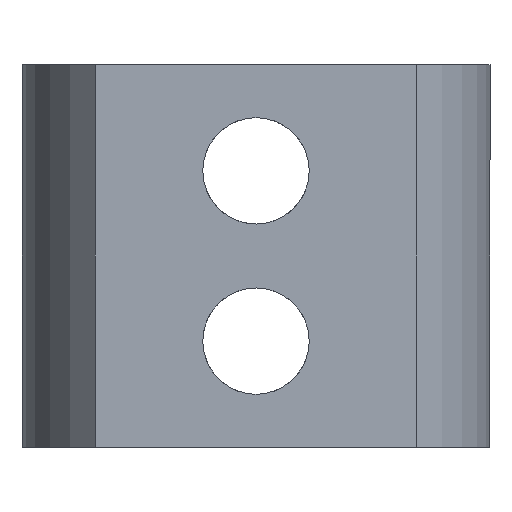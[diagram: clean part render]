
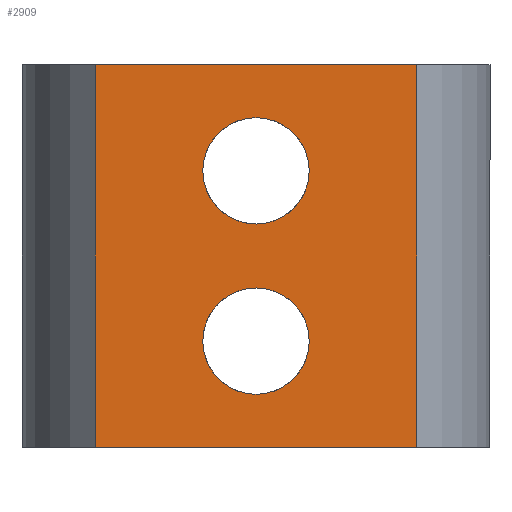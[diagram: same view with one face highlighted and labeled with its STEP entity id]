
A CAD part, left-side view. The second image highlights one B-rep face of the part: STEP entity #2909.
In plain terms, the highlighted planar face has unit normal (-1, 0, 0).
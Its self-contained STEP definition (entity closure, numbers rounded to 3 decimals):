
#73 = PLANE('',#74);
#74 = AXIS2_PLACEMENT_3D('',#75,#76,#77);
#75 = CARTESIAN_POINT('',(9.449,0.,-9.));
#76 = DIRECTION('',(0.,0.,-1.));
#77 = DIRECTION('',(-1.,-0.,0.));
#128 = PLANE('',#129);
#129 = AXIS2_PLACEMENT_3D('',#130,#131,#132);
#130 = CARTESIAN_POINT('',(9.449,0.,0.));
#131 = DIRECTION('',(0.,0.,-1.));
#132 = DIRECTION('',(-1.,-0.,0.));
#1202 = VERTEX_POINT('',#1203);
#1203 = CARTESIAN_POINT('',(-7.5,-3.775,0.));
#1217 = PLANE('',#1218);
#1218 = AXIS2_PLACEMENT_3D('',#1219,#1220,#1221);
#1219 = CARTESIAN_POINT('',(-4.,-3.775,0.));
#1220 = DIRECTION('',(0.,1.,0.));
#1221 = DIRECTION('',(-1.,0.,0.));
#1229 = EDGE_CURVE('',#1202,#1230,#1232,.T.);
#1230 = VERTEX_POINT('',#1231);
#1231 = CARTESIAN_POINT('',(-7.5,3.775,0.));
#1232 = SURFACE_CURVE('',#1233,(#1237,#1244),.PCURVE_S1.);
#1233 = LINE('',#1234,#1235);
#1234 = CARTESIAN_POINT('',(-7.5,-3.775,0.));
#1235 = VECTOR('',#1236,1.);
#1236 = DIRECTION('',(0.,1.,0.));
#1237 = PCURVE('',#128,#1238);
#1238 = DEFINITIONAL_REPRESENTATION('',(#1239),#1243);
#1239 = LINE('',#1240,#1241);
#1240 = CARTESIAN_POINT('',(16.949,-3.775));
#1241 = VECTOR('',#1242,1.);
#1242 = DIRECTION('',(0.,1.));
#1243 = ( GEOMETRIC_REPRESENTATION_CONTEXT(2) 
PARAMETRIC_REPRESENTATION_CONTEXT() REPRESENTATION_CONTEXT('2D SPACE',''
  ) );
#1244 = PCURVE('',#1245,#1250);
#1245 = PLANE('',#1246);
#1246 = AXIS2_PLACEMENT_3D('',#1247,#1248,#1249);
#1247 = CARTESIAN_POINT('',(-7.5,-3.775,0.));
#1248 = DIRECTION('',(1.,0.,0.));
#1249 = DIRECTION('',(0.,1.,0.));
#1250 = DEFINITIONAL_REPRESENTATION('',(#1251),#1255);
#1251 = LINE('',#1252,#1253);
#1252 = CARTESIAN_POINT('',(0.,0.));
#1253 = VECTOR('',#1254,1.);
#1254 = DIRECTION('',(1.,0.));
#1255 = ( GEOMETRIC_REPRESENTATION_CONTEXT(2) 
PARAMETRIC_REPRESENTATION_CONTEXT() REPRESENTATION_CONTEXT('2D SPACE',''
  ) );
#1273 = PLANE('',#1274);
#1274 = AXIS2_PLACEMENT_3D('',#1275,#1276,#1277);
#1275 = CARTESIAN_POINT('',(-7.5,3.775,0.));
#1276 = DIRECTION('',(0.,-1.,0.));
#1277 = DIRECTION('',(1.,0.,0.));
#1498 = VERTEX_POINT('',#1499);
#1499 = CARTESIAN_POINT('',(-7.5,-3.775,-9.));
#1520 = EDGE_CURVE('',#1498,#1521,#1523,.T.);
#1521 = VERTEX_POINT('',#1522);
#1522 = CARTESIAN_POINT('',(-7.5,3.775,-9.));
#1523 = SURFACE_CURVE('',#1524,(#1528,#1535),.PCURVE_S1.);
#1524 = LINE('',#1525,#1526);
#1525 = CARTESIAN_POINT('',(-7.5,-3.775,-9.));
#1526 = VECTOR('',#1527,1.);
#1527 = DIRECTION('',(0.,1.,0.));
#1528 = PCURVE('',#73,#1529);
#1529 = DEFINITIONAL_REPRESENTATION('',(#1530),#1534);
#1530 = LINE('',#1531,#1532);
#1531 = CARTESIAN_POINT('',(16.949,-3.775));
#1532 = VECTOR('',#1533,1.);
#1533 = DIRECTION('',(0.,1.));
#1534 = ( GEOMETRIC_REPRESENTATION_CONTEXT(2) 
PARAMETRIC_REPRESENTATION_CONTEXT() REPRESENTATION_CONTEXT('2D SPACE',''
  ) );
#1535 = PCURVE('',#1245,#1536);
#1536 = DEFINITIONAL_REPRESENTATION('',(#1537),#1541);
#1537 = LINE('',#1538,#1539);
#1538 = CARTESIAN_POINT('',(0.,-9.));
#1539 = VECTOR('',#1540,1.);
#1540 = DIRECTION('',(1.,0.));
#1541 = ( GEOMETRIC_REPRESENTATION_CONTEXT(2) 
PARAMETRIC_REPRESENTATION_CONTEXT() REPRESENTATION_CONTEXT('2D SPACE',''
  ) );
#2886 = EDGE_CURVE('',#1230,#1521,#2887,.T.);
#2887 = SURFACE_CURVE('',#2888,(#2892,#2899),.PCURVE_S1.);
#2888 = LINE('',#2889,#2890);
#2889 = CARTESIAN_POINT('',(-7.5,3.775,0.));
#2890 = VECTOR('',#2891,1.);
#2891 = DIRECTION('',(0.,0.,-1.));
#2892 = PCURVE('',#1273,#2893);
#2893 = DEFINITIONAL_REPRESENTATION('',(#2894),#2898);
#2894 = LINE('',#2895,#2896);
#2895 = CARTESIAN_POINT('',(0.,0.));
#2896 = VECTOR('',#2897,1.);
#2897 = DIRECTION('',(0.,-1.));
#2898 = ( GEOMETRIC_REPRESENTATION_CONTEXT(2) 
PARAMETRIC_REPRESENTATION_CONTEXT() REPRESENTATION_CONTEXT('2D SPACE',''
  ) );
#2899 = PCURVE('',#1245,#2900);
#2900 = DEFINITIONAL_REPRESENTATION('',(#2901),#2905);
#2901 = LINE('',#2902,#2903);
#2902 = CARTESIAN_POINT('',(7.55,0.));
#2903 = VECTOR('',#2904,1.);
#2904 = DIRECTION('',(0.,-1.));
#2905 = ( GEOMETRIC_REPRESENTATION_CONTEXT(2) 
PARAMETRIC_REPRESENTATION_CONTEXT() REPRESENTATION_CONTEXT('2D SPACE',''
  ) );
#2909 = ADVANCED_FACE('',(#2910,#2936,#2971),#1245,.F.);
#2910 = FACE_BOUND('',#2911,.F.);
#2911 = EDGE_LOOP('',(#2912,#2933,#2934,#2935));
#2912 = ORIENTED_EDGE('',*,*,#2913,.T.);
#2913 = EDGE_CURVE('',#1202,#1498,#2914,.T.);
#2914 = SURFACE_CURVE('',#2915,(#2919,#2926),.PCURVE_S1.);
#2915 = LINE('',#2916,#2917);
#2916 = CARTESIAN_POINT('',(-7.5,-3.775,0.));
#2917 = VECTOR('',#2918,1.);
#2918 = DIRECTION('',(0.,0.,-1.));
#2919 = PCURVE('',#1245,#2920);
#2920 = DEFINITIONAL_REPRESENTATION('',(#2921),#2925);
#2921 = LINE('',#2922,#2923);
#2922 = CARTESIAN_POINT('',(0.,-0.));
#2923 = VECTOR('',#2924,1.);
#2924 = DIRECTION('',(0.,-1.));
#2925 = ( GEOMETRIC_REPRESENTATION_CONTEXT(2) 
PARAMETRIC_REPRESENTATION_CONTEXT() REPRESENTATION_CONTEXT('2D SPACE',''
  ) );
#2926 = PCURVE('',#1217,#2927);
#2927 = DEFINITIONAL_REPRESENTATION('',(#2928),#2932);
#2928 = LINE('',#2929,#2930);
#2929 = CARTESIAN_POINT('',(3.5,-0.));
#2930 = VECTOR('',#2931,1.);
#2931 = DIRECTION('',(0.,-1.));
#2932 = ( GEOMETRIC_REPRESENTATION_CONTEXT(2) 
PARAMETRIC_REPRESENTATION_CONTEXT() REPRESENTATION_CONTEXT('2D SPACE',''
  ) );
#2933 = ORIENTED_EDGE('',*,*,#1520,.T.);
#2934 = ORIENTED_EDGE('',*,*,#2886,.F.);
#2935 = ORIENTED_EDGE('',*,*,#1229,.F.);
#2936 = FACE_BOUND('',#2937,.F.);
#2937 = EDGE_LOOP('',(#2938));
#2938 = ORIENTED_EDGE('',*,*,#2939,.T.);
#2939 = EDGE_CURVE('',#2940,#2940,#2942,.T.);
#2940 = VERTEX_POINT('',#2941);
#2941 = CARTESIAN_POINT('',(-7.5,1.25,-6.5));
#2942 = SURFACE_CURVE('',#2943,(#2948,#2959),.PCURVE_S1.);
#2943 = CIRCLE('',#2944,1.25);
#2944 = AXIS2_PLACEMENT_3D('',#2945,#2946,#2947);
#2945 = CARTESIAN_POINT('',(-7.5,0.,-6.5));
#2946 = DIRECTION('',(-1.,0.,0.));
#2947 = DIRECTION('',(0.,1.,0.));
#2948 = PCURVE('',#1245,#2949);
#2949 = DEFINITIONAL_REPRESENTATION('',(#2950),#2958);
#2950 = ( BOUNDED_CURVE() B_SPLINE_CURVE(2,(#2951,#2952,#2953,#2954,
#2955,#2956,#2957),.UNSPECIFIED.,.T.,.F.) B_SPLINE_CURVE_WITH_KNOTS((1,2
    ,2,2,2,1),(-2.094,0.,2.094,4.189,
6.283,8.378),.UNSPECIFIED.) CURVE() 
GEOMETRIC_REPRESENTATION_ITEM() RATIONAL_B_SPLINE_CURVE((1.,0.5,1.,0.5,
1.,0.5,1.)) REPRESENTATION_ITEM('') );
#2951 = CARTESIAN_POINT('',(5.025,-6.5));
#2952 = CARTESIAN_POINT('',(5.025,-8.665));
#2953 = CARTESIAN_POINT('',(3.15,-7.583));
#2954 = CARTESIAN_POINT('',(1.275,-6.5));
#2955 = CARTESIAN_POINT('',(3.15,-5.417));
#2956 = CARTESIAN_POINT('',(5.025,-4.335));
#2957 = CARTESIAN_POINT('',(5.025,-6.5));
#2958 = ( GEOMETRIC_REPRESENTATION_CONTEXT(2) 
PARAMETRIC_REPRESENTATION_CONTEXT() REPRESENTATION_CONTEXT('2D SPACE',''
  ) );
#2959 = PCURVE('',#2960,#2965);
#2960 = CYLINDRICAL_SURFACE('',#2961,1.25);
#2961 = AXIS2_PLACEMENT_3D('',#2962,#2963,#2964);
#2962 = CARTESIAN_POINT('',(-7.5,0.,-6.5));
#2963 = DIRECTION('',(-1.,0.,0.));
#2964 = DIRECTION('',(0.,1.,0.));
#2965 = DEFINITIONAL_REPRESENTATION('',(#2966),#2970);
#2966 = LINE('',#2967,#2968);
#2967 = CARTESIAN_POINT('',(0.,0.));
#2968 = VECTOR('',#2969,1.);
#2969 = DIRECTION('',(1.,0.));
#2970 = ( GEOMETRIC_REPRESENTATION_CONTEXT(2) 
PARAMETRIC_REPRESENTATION_CONTEXT() REPRESENTATION_CONTEXT('2D SPACE',''
  ) );
#2971 = FACE_BOUND('',#2972,.F.);
#2972 = EDGE_LOOP('',(#2973));
#2973 = ORIENTED_EDGE('',*,*,#2974,.T.);
#2974 = EDGE_CURVE('',#2975,#2975,#2977,.T.);
#2975 = VERTEX_POINT('',#2976);
#2976 = CARTESIAN_POINT('',(-7.5,1.25,-2.5));
#2977 = SURFACE_CURVE('',#2978,(#2983,#2994),.PCURVE_S1.);
#2978 = CIRCLE('',#2979,1.25);
#2979 = AXIS2_PLACEMENT_3D('',#2980,#2981,#2982);
#2980 = CARTESIAN_POINT('',(-7.5,0.,-2.5));
#2981 = DIRECTION('',(-1.,0.,0.));
#2982 = DIRECTION('',(0.,1.,0.));
#2983 = PCURVE('',#1245,#2984);
#2984 = DEFINITIONAL_REPRESENTATION('',(#2985),#2993);
#2985 = ( BOUNDED_CURVE() B_SPLINE_CURVE(2,(#2986,#2987,#2988,#2989,
#2990,#2991,#2992),.UNSPECIFIED.,.T.,.F.) B_SPLINE_CURVE_WITH_KNOTS((1,2
    ,2,2,2,1),(-2.094,0.,2.094,4.189,
6.283,8.378),.UNSPECIFIED.) CURVE() 
GEOMETRIC_REPRESENTATION_ITEM() RATIONAL_B_SPLINE_CURVE((1.,0.5,1.,0.5,
1.,0.5,1.)) REPRESENTATION_ITEM('') );
#2986 = CARTESIAN_POINT('',(5.025,-2.5));
#2987 = CARTESIAN_POINT('',(5.025,-4.665));
#2988 = CARTESIAN_POINT('',(3.15,-3.583));
#2989 = CARTESIAN_POINT('',(1.275,-2.5));
#2990 = CARTESIAN_POINT('',(3.15,-1.417));
#2991 = CARTESIAN_POINT('',(5.025,-0.335));
#2992 = CARTESIAN_POINT('',(5.025,-2.5));
#2993 = ( GEOMETRIC_REPRESENTATION_CONTEXT(2) 
PARAMETRIC_REPRESENTATION_CONTEXT() REPRESENTATION_CONTEXT('2D SPACE',''
  ) );
#2994 = PCURVE('',#2995,#3000);
#2995 = CYLINDRICAL_SURFACE('',#2996,1.25);
#2996 = AXIS2_PLACEMENT_3D('',#2997,#2998,#2999);
#2997 = CARTESIAN_POINT('',(-7.5,0.,-2.5));
#2998 = DIRECTION('',(-1.,0.,0.));
#2999 = DIRECTION('',(0.,1.,0.));
#3000 = DEFINITIONAL_REPRESENTATION('',(#3001),#3005);
#3001 = LINE('',#3002,#3003);
#3002 = CARTESIAN_POINT('',(0.,0.));
#3003 = VECTOR('',#3004,1.);
#3004 = DIRECTION('',(1.,0.));
#3005 = ( GEOMETRIC_REPRESENTATION_CONTEXT(2) 
PARAMETRIC_REPRESENTATION_CONTEXT() REPRESENTATION_CONTEXT('2D SPACE',''
  ) );
